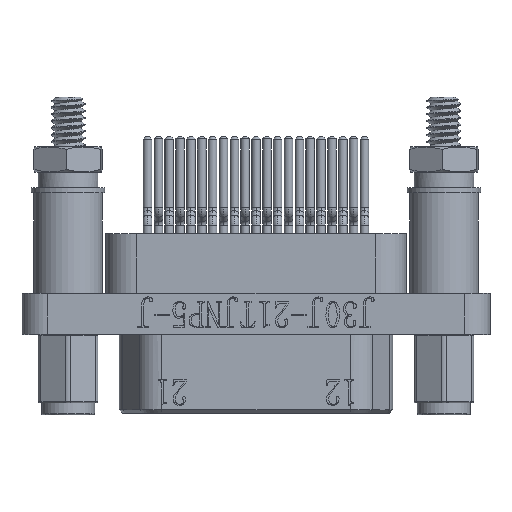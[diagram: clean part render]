
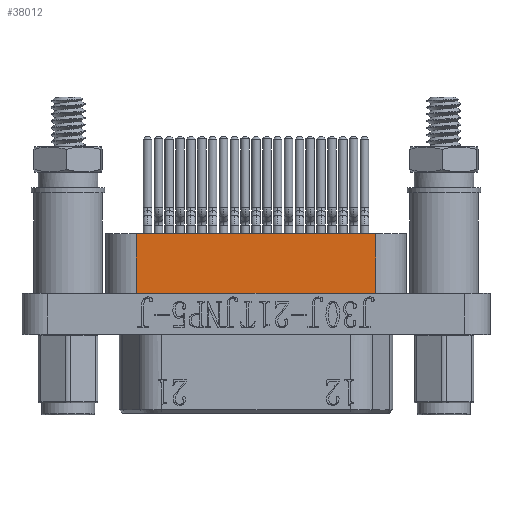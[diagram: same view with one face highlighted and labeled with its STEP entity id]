
A CAD part, top view. The second image highlights one B-rep face of the part: STEP entity #38012.
In plain terms, the highlighted planar face has unit normal (0, 0, 1).
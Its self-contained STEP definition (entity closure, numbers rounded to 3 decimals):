
#3304 = CARTESIAN_POINT ( 'NONE',  ( -7., 3.5, -0.4 ) ) ;
#9252 = DIRECTION ( 'NONE',  ( 0., 0., -1. ) ) ;
#14523 = CARTESIAN_POINT ( 'NONE',  ( -7., 3.5, -0.4 ) ) ;
#16227 = VECTOR ( 'NONE', #18771, 1000. ) ;
#18771 = DIRECTION ( 'NONE',  ( 0., -1., 0. ) ) ;
#21954 = ORIENTED_EDGE ( 'NONE', *, *, #61729, .T. ) ;
#22973 = CARTESIAN_POINT ( 'NONE',  ( 7., 3.5, -0.4 ) ) ;
#24279 = EDGE_CURVE ( 'NONE', #50501, #25085, #63857, .T. ) ;
#24646 = CARTESIAN_POINT ( 'NONE',  ( 7., 0., -0.4 ) ) ;
#25085 = VERTEX_POINT ( 'NONE', #64338 ) ;
#26954 = VECTOR ( 'NONE', #58178, 1000. ) ;
#27206 = VECTOR ( 'NONE', #60709, 1000. ) ;
#28518 = EDGE_LOOP ( 'NONE', ( #21954, #61923, #46050, #33238 ) ) ;
#30871 = CARTESIAN_POINT ( 'NONE',  ( -7., 3.5, -0.4 ) ) ;
#31078 = CARTESIAN_POINT ( 'NONE',  ( 7., 3.5, -0.4 ) ) ;
#32438 = AXIS2_PLACEMENT_3D ( 'NONE', #14523, #9252, #39541 ) ;
#33238 = ORIENTED_EDGE ( 'NONE', *, *, #24279, .T. ) ;
#35168 = DIRECTION ( 'NONE',  ( 1., 0., 0. ) ) ;
#35258 = FACE_OUTER_BOUND ( 'NONE', #28518, .T. ) ;
#35408 = LINE ( 'NONE', #61680, #27206 ) ;
#38012 = ADVANCED_FACE ( 'NONE', ( #35258 ), #59600, .F. ) ;
#39132 = LINE ( 'NONE', #44064, #53700 ) ;
#39541 = DIRECTION ( 'NONE',  ( 0., -1., 0. ) ) ;
#40386 = VERTEX_POINT ( 'NONE', #24646 ) ;
#41071 = VERTEX_POINT ( 'NONE', #31078 ) ;
#43893 = EDGE_CURVE ( 'NONE', #41071, #40386, #52246, .T. ) ;
#44064 = CARTESIAN_POINT ( 'NONE',  ( -7., 0., -0.4 ) ) ;
#46050 = ORIENTED_EDGE ( 'NONE', *, *, #58963, .F. ) ;
#50501 = VERTEX_POINT ( 'NONE', #30871 ) ;
#52246 = LINE ( 'NONE', #22973, #26954 ) ;
#53700 = VECTOR ( 'NONE', #35168, 1000. ) ;
#58178 = DIRECTION ( 'NONE',  ( 0., -1., 0. ) ) ;
#58963 = EDGE_CURVE ( 'NONE', #50501, #41071, #35408, .T. ) ;
#59600 = PLANE ( 'NONE',  #32438 ) ;
#60709 = DIRECTION ( 'NONE',  ( 1., 0., 0. ) ) ;
#61680 = CARTESIAN_POINT ( 'NONE',  ( -7., 3.5, -0.4 ) ) ;
#61729 = EDGE_CURVE ( 'NONE', #25085, #40386, #39132, .T. ) ;
#61923 = ORIENTED_EDGE ( 'NONE', *, *, #43893, .F. ) ;
#63857 = LINE ( 'NONE', #3304, #16227 ) ;
#64338 = CARTESIAN_POINT ( 'NONE',  ( -7., 0., -0.4 ) ) ;
